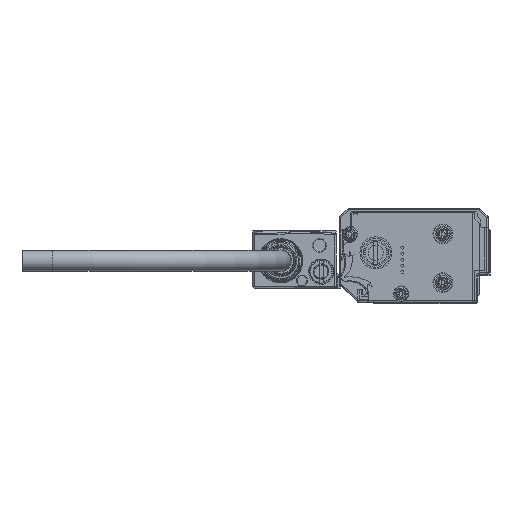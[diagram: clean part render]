
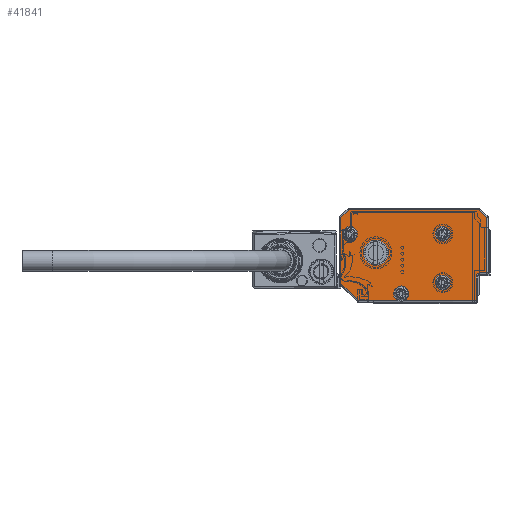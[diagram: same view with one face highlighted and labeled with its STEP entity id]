
A CAD part, left-side view. The second image highlights one B-rep face of the part: STEP entity #41841.
In plain terms, the highlighted planar face has unit normal (-1, 0, 0).
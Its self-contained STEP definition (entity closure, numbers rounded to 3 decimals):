
#41626=AXIS2_PLACEMENT_3D('Circle Axis2P3D',#41624,#41625,$) ;
#41654=AXIS2_PLACEMENT_3D('Circle Axis2P3D',#41652,#41653,$) ;
#41669=AXIS2_PLACEMENT_3D('Plane Axis2P3D',#41666,#41667,#41668) ;
#41673=AXIS2_PLACEMENT_3D('Circle Axis2P3D',#41671,#41672,$) ;
#41680=AXIS2_PLACEMENT_3D('Circle Axis2P3D',#41678,#41679,$) ;
#41687=AXIS2_PLACEMENT_3D('Circle Axis2P3D',#41685,#41686,$) ;
#41699=AXIS2_PLACEMENT_3D('Circle Axis2P3D',#41697,#41698,$) ;
#41771=AXIS2_PLACEMENT_3D('Circle Axis2P3D',#41769,#41770,$) ;
#41780=AXIS2_PLACEMENT_3D('Circle Axis2P3D',#41778,#41779,$) ;
#41789=AXIS2_PLACEMENT_3D('Circle Axis2P3D',#41787,#41788,$) ;
#41798=AXIS2_PLACEMENT_3D('Circle Axis2P3D',#41796,#41797,$) ;
#41807=AXIS2_PLACEMENT_3D('Circle Axis2P3D',#41805,#41806,$) ;
#41816=AXIS2_PLACEMENT_3D('Circle Axis2P3D',#41814,#41815,$) ;
#41825=AXIS2_PLACEMENT_3D('Circle Axis2P3D',#41823,#41824,$) ;
#41834=AXIS2_PLACEMENT_3D('Circle Axis2P3D',#41832,#41833,$) ;
#35479=CARTESIAN_POINT('Vertex',(-1273.,8.4,-1.)) ;
#35481=CARTESIAN_POINT('Vertex',(-1273.,7.,-1.)) ;
#35484=CARTESIAN_POINT('Line Origine',(-1273.,3.5,-1.)) ;
#35488=CARTESIAN_POINT('Vertex',(-1273.,21.793,-1.)) ;
#35500=CARTESIAN_POINT('Vertex',(-1273.,-17.,-1.)) ;
#35503=CARTESIAN_POINT('Line Origine',(-1273.,3.5,-1.)) ;
#41624=CARTESIAN_POINT('Axis2P3D Location',(-1273.,7.7,1.4)) ;
#41628=CARTESIAN_POINT('Vertex',(-1273.,5.2,1.4)) ;
#41649=CARTESIAN_POINT('Vertex',(-1273.,9.894,0.201)) ;
#41652=CARTESIAN_POINT('Axis2P3D Location',(-1273.,7.7,1.4)) ;
#41666=CARTESIAN_POINT('Axis2P3D Location',(-1273.,-21.5,13.5)) ;
#41671=CARTESIAN_POINT('Axis2P3D Location',(-1273.,7.7,1.4)) ;
#41675=CARTESIAN_POINT('Vertex',(-1273.,10.2,1.4)) ;
#41678=CARTESIAN_POINT('Axis2P3D Location',(-1273.,7.7,1.4)) ;
#41682=CARTESIAN_POINT('Vertex',(-1273.,5.506,2.599)) ;
#41685=CARTESIAN_POINT('Axis2P3D Location',(-1273.,7.7,1.4)) ;
#41690=CARTESIAN_POINT('Line Origine',(-1273.,-17.,3.1)) ;
#41694=CARTESIAN_POINT('Vertex',(-1273.,-17.,7.2)) ;
#41697=CARTESIAN_POINT('Axis2P3D Location',(-1273.,-18.,7.2)) ;
#41701=CARTESIAN_POINT('Vertex',(-1273.,-18.,8.2)) ;
#41704=CARTESIAN_POINT('Line Origine',(-1273.,-19.25,8.2)) ;
#41708=CARTESIAN_POINT('Vertex',(-1273.,-20.5,8.2)) ;
#41711=CARTESIAN_POINT('Line Origine',(-1273.,-20.5,17.246)) ;
#41715=CARTESIAN_POINT('Vertex',(-1273.,-20.5,26.293)) ;
#41718=CARTESIAN_POINT('Line Origine',(-1273.,-19.146,27.646)) ;
#41722=CARTESIAN_POINT('Vertex',(-1273.,-17.793,29.)) ;
#41725=CARTESIAN_POINT('Line Origine',(-1273.,3.5,29.)) ;
#41729=CARTESIAN_POINT('Vertex',(-1273.,24.793,29.)) ;
#41732=CARTESIAN_POINT('Line Origine',(-1273.,26.146,27.646)) ;
#41736=CARTESIAN_POINT('Vertex',(-1273.,27.5,26.293)) ;
#41739=CARTESIAN_POINT('Line Origine',(-1273.,27.5,15.5)) ;
#41743=CARTESIAN_POINT('Vertex',(-1273.,27.5,4.707)) ;
#41746=CARTESIAN_POINT('Line Origine',(-1273.,24.646,1.854)) ;
#41769=CARTESIAN_POINT('Axis2P3D Location',(-1273.,-6.,5.)) ;
#41773=CARTESIAN_POINT('Vertex',(-1273.,-3.806,3.801)) ;
#41775=CARTESIAN_POINT('Vertex',(-1273.,-8.194,6.199)) ;
#41778=CARTESIAN_POINT('Axis2P3D Location',(-1273.,-6.,5.)) ;
#41787=CARTESIAN_POINT('Axis2P3D Location',(-1273.,16.,14.8)) ;
#41791=CARTESIAN_POINT('Vertex',(-1273.,11.85,14.8)) ;
#41793=CARTESIAN_POINT('Vertex',(-1273.,20.15,14.8)) ;
#41796=CARTESIAN_POINT('Axis2P3D Location',(-1273.,16.,14.8)) ;
#41805=CARTESIAN_POINT('Axis2P3D Location',(-1273.,-6.,21.)) ;
#41809=CARTESIAN_POINT('Vertex',(-1273.,-8.194,22.199)) ;
#41811=CARTESIAN_POINT('Vertex',(-1273.,-3.806,19.801)) ;
#41814=CARTESIAN_POINT('Axis2P3D Location',(-1273.,-6.,21.)) ;
#41823=CARTESIAN_POINT('Axis2P3D Location',(-1273.,24.5,20.9)) ;
#41827=CARTESIAN_POINT('Vertex',(-1273.,22.306,22.099)) ;
#41829=CARTESIAN_POINT('Vertex',(-1273.,26.694,19.701)) ;
#41832=CARTESIAN_POINT('Axis2P3D Location',(-1273.,24.5,20.9)) ;
#35485=DIRECTION('Vector Direction',(0.,1.,0.)) ;
#35504=DIRECTION('Vector Direction',(0.,1.,0.)) ;
#41625=DIRECTION('Axis2P3D Direction',(-1.,0.,0.)) ;
#41653=DIRECTION('Axis2P3D Direction',(-1.,0.,0.)) ;
#41667=DIRECTION('Axis2P3D Direction',(1.,0.,0.)) ;
#41668=DIRECTION('Axis2P3D XDirection',(0.,1.,0.)) ;
#41672=DIRECTION('Axis2P3D Direction',(1.,0.,0.)) ;
#41679=DIRECTION('Axis2P3D Direction',(1.,0.,0.)) ;
#41686=DIRECTION('Axis2P3D Direction',(1.,0.,0.)) ;
#41691=DIRECTION('Vector Direction',(0.,0.,1.)) ;
#41698=DIRECTION('Axis2P3D Direction',(1.,0.,0.)) ;
#41705=DIRECTION('Vector Direction',(0.,-1.,0.)) ;
#41712=DIRECTION('Vector Direction',(0.,0.,1.)) ;
#41719=DIRECTION('Vector Direction',(0.,-0.707,-0.707)) ;
#41726=DIRECTION('Vector Direction',(0.,1.,0.)) ;
#41733=DIRECTION('Vector Direction',(0.,0.707,-0.707)) ;
#41740=DIRECTION('Vector Direction',(0.,0.,-1.)) ;
#41747=DIRECTION('Vector Direction',(0.,-0.707,-0.707)) ;
#41770=DIRECTION('Axis2P3D Direction',(1.,0.,0.)) ;
#41779=DIRECTION('Axis2P3D Direction',(1.,0.,0.)) ;
#41788=DIRECTION('Axis2P3D Direction',(1.,0.,0.)) ;
#41797=DIRECTION('Axis2P3D Direction',(1.,0.,0.)) ;
#41806=DIRECTION('Axis2P3D Direction',(1.,0.,0.)) ;
#41815=DIRECTION('Axis2P3D Direction',(1.,0.,0.)) ;
#41824=DIRECTION('Axis2P3D Direction',(1.,0.,0.)) ;
#41833=DIRECTION('Axis2P3D Direction',(1.,0.,0.)) ;
#35486=VECTOR('Line Direction',#35485,1.) ;
#35505=VECTOR('Line Direction',#35504,1.) ;
#41692=VECTOR('Line Direction',#41691,1.) ;
#41706=VECTOR('Line Direction',#41705,1.) ;
#41713=VECTOR('Line Direction',#41712,1.) ;
#41720=VECTOR('Line Direction',#41719,1.) ;
#41727=VECTOR('Line Direction',#41726,1.) ;
#41734=VECTOR('Line Direction',#41733,1.) ;
#41741=VECTOR('Line Direction',#41740,1.) ;
#41748=VECTOR('Line Direction',#41747,1.) ;
#41752=ORIENTED_EDGE('',*,*,#41656,.T.) ;
#41753=ORIENTED_EDGE('',*,*,#41677,.T.) ;
#41754=ORIENTED_EDGE('',*,*,#41684,.T.) ;
#41755=ORIENTED_EDGE('',*,*,#41689,.T.) ;
#41756=ORIENTED_EDGE('',*,*,#41630,.T.) ;
#41757=ORIENTED_EDGE('',*,*,#35507,.F.) ;
#41758=ORIENTED_EDGE('',*,*,#41696,.F.) ;
#41759=ORIENTED_EDGE('',*,*,#41703,.F.) ;
#41760=ORIENTED_EDGE('',*,*,#41710,.F.) ;
#41761=ORIENTED_EDGE('',*,*,#41717,.F.) ;
#41762=ORIENTED_EDGE('',*,*,#41724,.F.) ;
#41763=ORIENTED_EDGE('',*,*,#41731,.F.) ;
#41764=ORIENTED_EDGE('',*,*,#41738,.F.) ;
#41765=ORIENTED_EDGE('',*,*,#41745,.F.) ;
#41766=ORIENTED_EDGE('',*,*,#41750,.F.) ;
#41767=ORIENTED_EDGE('',*,*,#35490,.F.) ;
#41784=ORIENTED_EDGE('',*,*,#41777,.T.) ;
#41785=ORIENTED_EDGE('',*,*,#41782,.T.) ;
#41802=ORIENTED_EDGE('',*,*,#41795,.T.) ;
#41803=ORIENTED_EDGE('',*,*,#41800,.T.) ;
#41820=ORIENTED_EDGE('',*,*,#41813,.T.) ;
#41821=ORIENTED_EDGE('',*,*,#41818,.T.) ;
#41838=ORIENTED_EDGE('',*,*,#41831,.T.) ;
#41839=ORIENTED_EDGE('',*,*,#41836,.T.) ;
#41786=FACE_BOUND('',#41783,.T.) ;
#41804=FACE_BOUND('',#41801,.T.) ;
#41822=FACE_BOUND('',#41819,.T.) ;
#41840=FACE_BOUND('',#41837,.T.) ;
#41841=ADVANCED_FACE('\X2\FF8AFF9FFF70FF82\X0\ \X2\FF8EFF9EFF83FF9EFF68FF70\X0\',(#41768,#41786,#41804,#41822,#41840),#41670,.F.) ;
#41627=CIRCLE('generated circle',#41626,2.5) ;
#41655=CIRCLE('generated circle',#41654,2.5) ;
#41674=CIRCLE('generated circle',#41673,2.5) ;
#41681=CIRCLE('generated circle',#41680,2.5) ;
#41688=CIRCLE('generated circle',#41687,2.5) ;
#41700=CIRCLE('generated circle',#41699,1.) ;
#41772=CIRCLE('generated circle',#41771,2.5) ;
#41781=CIRCLE('generated circle',#41780,2.5) ;
#41790=CIRCLE('generated circle',#41789,4.15) ;
#41799=CIRCLE('generated circle',#41798,4.15) ;
#41808=CIRCLE('generated circle',#41807,2.5) ;
#41817=CIRCLE('generated circle',#41816,2.5) ;
#41826=CIRCLE('generated circle',#41825,2.5) ;
#41835=CIRCLE('generated circle',#41834,2.5) ;
#35490=EDGE_CURVE('',#35480,#35489,#35487,.T.) ;
#35507=EDGE_CURVE('',#35501,#35482,#35506,.T.) ;
#41630=EDGE_CURVE('',#41629,#35482,#41627,.F.) ;
#41656=EDGE_CURVE('',#35480,#41650,#41655,.F.) ;
#41677=EDGE_CURVE('',#41650,#41676,#41674,.T.) ;
#41684=EDGE_CURVE('',#41676,#41683,#41681,.T.) ;
#41689=EDGE_CURVE('',#41683,#41629,#41688,.T.) ;
#41696=EDGE_CURVE('',#41695,#35501,#41693,.F.) ;
#41703=EDGE_CURVE('',#41702,#41695,#41700,.F.) ;
#41710=EDGE_CURVE('',#41709,#41702,#41707,.F.) ;
#41717=EDGE_CURVE('',#41716,#41709,#41714,.F.) ;
#41724=EDGE_CURVE('',#41723,#41716,#41721,.T.) ;
#41731=EDGE_CURVE('',#41730,#41723,#41728,.F.) ;
#41738=EDGE_CURVE('',#41737,#41730,#41735,.F.) ;
#41745=EDGE_CURVE('',#41744,#41737,#41742,.F.) ;
#41750=EDGE_CURVE('',#35489,#41744,#41749,.F.) ;
#41777=EDGE_CURVE('',#41774,#41776,#41772,.T.) ;
#41782=EDGE_CURVE('',#41776,#41774,#41781,.T.) ;
#41795=EDGE_CURVE('',#41792,#41794,#41790,.T.) ;
#41800=EDGE_CURVE('',#41794,#41792,#41799,.T.) ;
#41813=EDGE_CURVE('',#41810,#41812,#41808,.T.) ;
#41818=EDGE_CURVE('',#41812,#41810,#41817,.T.) ;
#41831=EDGE_CURVE('',#41828,#41830,#41826,.T.) ;
#41836=EDGE_CURVE('',#41830,#41828,#41835,.T.) ;
#41751=EDGE_LOOP('',(#41752,#41753,#41754,#41755,#41756,#41757,#41758,#41759,#41760,#41761,#41762,#41763,#41764,#41765,#41766,#41767)) ;
#41783=EDGE_LOOP('',(#41784,#41785)) ;
#41801=EDGE_LOOP('',(#41802,#41803)) ;
#41819=EDGE_LOOP('',(#41820,#41821)) ;
#41837=EDGE_LOOP('',(#41838,#41839)) ;
#41768=FACE_OUTER_BOUND('',#41751,.T.) ;
#35487=LINE('Line',#35484,#35486) ;
#35506=LINE('Line',#35503,#35505) ;
#41693=LINE('Line',#41690,#41692) ;
#41707=LINE('Line',#41704,#41706) ;
#41714=LINE('Line',#41711,#41713) ;
#41721=LINE('Line',#41718,#41720) ;
#41728=LINE('Line',#41725,#41727) ;
#41735=LINE('Line',#41732,#41734) ;
#41742=LINE('Line',#41739,#41741) ;
#41749=LINE('Line',#41746,#41748) ;
#41670=PLANE('Plane',#41669) ;
#35480=VERTEX_POINT('',#35479) ;
#35482=VERTEX_POINT('',#35481) ;
#35489=VERTEX_POINT('',#35488) ;
#35501=VERTEX_POINT('',#35500) ;
#41629=VERTEX_POINT('',#41628) ;
#41650=VERTEX_POINT('',#41649) ;
#41676=VERTEX_POINT('',#41675) ;
#41683=VERTEX_POINT('',#41682) ;
#41695=VERTEX_POINT('',#41694) ;
#41702=VERTEX_POINT('',#41701) ;
#41709=VERTEX_POINT('',#41708) ;
#41716=VERTEX_POINT('',#41715) ;
#41723=VERTEX_POINT('',#41722) ;
#41730=VERTEX_POINT('',#41729) ;
#41737=VERTEX_POINT('',#41736) ;
#41744=VERTEX_POINT('',#41743) ;
#41774=VERTEX_POINT('',#41773) ;
#41776=VERTEX_POINT('',#41775) ;
#41792=VERTEX_POINT('',#41791) ;
#41794=VERTEX_POINT('',#41793) ;
#41810=VERTEX_POINT('',#41809) ;
#41812=VERTEX_POINT('',#41811) ;
#41828=VERTEX_POINT('',#41827) ;
#41830=VERTEX_POINT('',#41829) ;
